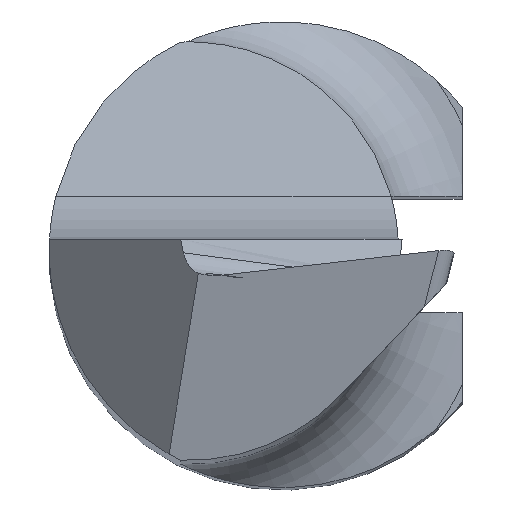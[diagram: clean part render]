
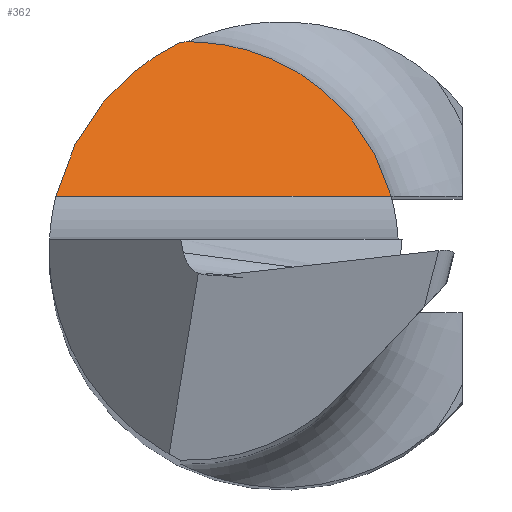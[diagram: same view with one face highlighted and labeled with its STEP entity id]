
A CAD part, top view. The second image highlights one B-rep face of the part: STEP entity #362.
In plain terms, the highlighted planar face has unit normal (0, 0.766, 0.643).
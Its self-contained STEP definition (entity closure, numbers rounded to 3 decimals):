
#16 = PLANE ( 'NONE',  #437 ) ;
#58 = CARTESIAN_POINT ( 'NONE',  ( 0.706, 1.317, 29.576 ) ) ;
#108 = DIRECTION ( 'NONE',  ( 0., 0.643, -0.766 ) ) ;
#141 = CARTESIAN_POINT ( 'NONE',  ( -0.872, 1.8, 29.001 ) ) ;
#154 = EDGE_LOOP ( 'NONE', ( #354, #169, #1013 ) ) ;
#169 = ORIENTED_EDGE ( 'NONE', *, *, #923, .T. ) ;
#263 = CARTESIAN_POINT ( 'NONE',  ( -2., 0.474, 30.581 ) ) ;
#354 = ORIENTED_EDGE ( 'NONE', *, *, #1056, .T. ) ;
#362 = ADVANCED_FACE ( 'NONE', ( #1175 ), #16, .F. ) ;
#437 = AXIS2_PLACEMENT_3D ( 'NONE', #531, #999, #108 ) ;
#507 =( BOUNDED_CURVE ( )  B_SPLINE_CURVE ( 3, ( #1086, #1174, #516, #700 ),
 .UNSPECIFIED., .F., .T. ) 
 B_SPLINE_CURVE_WITH_KNOTS ( ( 4, 4 ),
 ( 4.952, 5.832 ),
 .UNSPECIFIED. ) 
 CURVE ( )  GEOMETRIC_REPRESENTATION_ITEM ( )  RATIONAL_B_SPLINE_CURVE ( ( 1., 0.936, 0.936, 1. ) ) 
 REPRESENTATION_ITEM ( '' )  );
#516 = CARTESIAN_POINT ( 'NONE',  ( -1.418, 1.536, 29.316 ) ) ;
#528 = CARTESIAN_POINT ( 'NONE',  ( 0.936, 0.474, 30.581 ) ) ;
#531 = CARTESIAN_POINT ( 'NONE',  ( -2., 0.474, 30.581 ) ) ;
#576 = CARTESIAN_POINT ( 'NONE',  ( -1.943, 0.474, 30.581 ) ) ;
#658 = VERTEX_POINT ( 'NONE', #576 ) ;
#700 = CARTESIAN_POINT ( 'NONE',  ( -0.872, 1.8, 29.001 ) ) ;
#720 = LINE ( 'NONE', #263, #1048 ) ;
#785 = EDGE_CURVE ( 'NONE', #658, #879, #507, .T. ) ;
#827 = CARTESIAN_POINT ( 'NONE',  ( 0.001, 1.834, 28.96 ) ) ;
#879 = VERTEX_POINT ( 'NONE', #141 ) ;
#899 =( BOUNDED_CURVE ( )  B_SPLINE_CURVE ( 3, ( #1213, #58, #827, #1123 ),
 .UNSPECIFIED., .F., .T. ) 
 B_SPLINE_CURVE_WITH_KNOTS ( ( 4, 4 ),
 ( 4.979, 6.322 ),
 .UNSPECIFIED. ) 
 CURVE ( )  GEOMETRIC_REPRESENTATION_ITEM ( )  RATIONAL_B_SPLINE_CURVE ( ( 1., 0.855, 0.855, 1. ) ) 
 REPRESENTATION_ITEM ( '' )  );
#923 = EDGE_CURVE ( 'NONE', #1046, #879, #899, .T. ) ;
#999 = DIRECTION ( 'NONE',  ( 0., -0.766, -0.643 ) ) ;
#1008 = DIRECTION ( 'NONE',  ( 1., 0., 0. ) ) ;
#1013 = ORIENTED_EDGE ( 'NONE', *, *, #785, .F. ) ;
#1046 = VERTEX_POINT ( 'NONE', #528 ) ;
#1048 = VECTOR ( 'NONE', #1008, 1000. ) ;
#1056 = EDGE_CURVE ( 'NONE', #658, #1046, #720, .T. ) ;
#1086 = CARTESIAN_POINT ( 'NONE',  ( -1.943, 0.474, 30.581 ) ) ;
#1123 = CARTESIAN_POINT ( 'NONE',  ( -0.872, 1.8, 29.001 ) ) ;
#1174 = CARTESIAN_POINT ( 'NONE',  ( -1.799, 1.064, 29.878 ) ) ;
#1175 = FACE_OUTER_BOUND ( 'NONE', #154, .T. ) ;
#1213 = CARTESIAN_POINT ( 'NONE',  ( 0.936, 0.474, 30.581 ) ) ;
